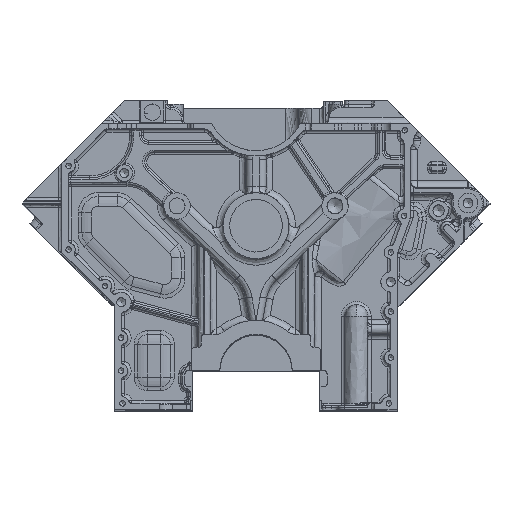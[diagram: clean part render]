
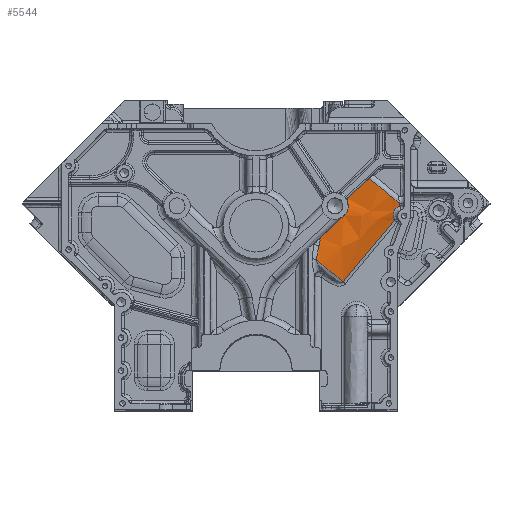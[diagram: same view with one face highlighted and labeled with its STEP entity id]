
A CAD part, top view. The second image highlights one B-rep face of the part: STEP entity #5544.
In plain terms, the highlighted free-form (B-spline) face has degree [2, 1] with [3, 2] control points.
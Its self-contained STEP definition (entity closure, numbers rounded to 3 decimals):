
#4738 = VERTEX_POINT('',#4739);
#4739 = CARTESIAN_POINT('',(252.09,358.703,
    1236.965));
#4790 = VERTEX_POINT('',#4791);
#4791 = CARTESIAN_POINT('',(242.978,333.129,
    1231.514));
#4810 = EDGE_CURVE('',#4738,#4790,#4811,.T.);
#4811 = B_SPLINE_CURVE_WITH_KNOTS('',3,(#4812,#4813,#4814,#4815,#4816,
    #4817,#4818),.UNSPECIFIED.,.F.,.F.,(4,1,1,1,4),(0.,0.819,
    1.228,2.047,2.866),.UNSPECIFIED.);
#4812 = CARTESIAN_POINT('',(252.09,358.703,
    1236.965));
#4813 = CARTESIAN_POINT('',(249.291,357.619,
    1237.692));
#4814 = CARTESIAN_POINT('',(245.334,354.78,
    1238.241));
#4815 = CARTESIAN_POINT('',(241.081,348.05,
    1237.774));
#4816 = CARTESIAN_POINT('',(239.764,340.359,
    1235.914));
#4817 = CARTESIAN_POINT('',(241.633,335.214,
    1233.117));
#4818 = CARTESIAN_POINT('',(242.978,333.129,
    1231.514));
#4993 = VERTEX_POINT('',#4994);
#4994 = CARTESIAN_POINT('',(252.211,362.286,
    1238.017));
#5000 = EDGE_CURVE('',#4993,#4738,#5001,.T.);
#5001 = B_SPLINE_CURVE_WITH_KNOTS('',3,(#5002,#5003,#5004,#5005),
  .UNSPECIFIED.,.F.,.F.,(4,4),(-3.732,-3.399),
  .PIECEWISE_BEZIER_KNOTS.);
#5002 = CARTESIAN_POINT('',(252.211,362.286,
    1238.017));
#5003 = CARTESIAN_POINT('',(252.171,361.088,
    1237.679));
#5004 = CARTESIAN_POINT('',(252.13,359.893,
    1237.328));
#5005 = CARTESIAN_POINT('',(252.09,358.703,
    1236.965));
#5456 = VERTEX_POINT('',#5457);
#5457 = CARTESIAN_POINT('',(152.989,224.827,
    1231.514));
#5463 = EDGE_CURVE('',#4790,#5456,#5464,.T.);
#5464 = B_SPLINE_CURVE_WITH_KNOTS('',1,(#5465,#5466),.UNSPECIFIED.,.F.,
  .F.,(2,2),(-41.203,80.725),.PIECEWISE_BEZIER_KNOTS.);
#5465 = CARTESIAN_POINT('',(242.978,333.129,
    1231.514));
#5466 = CARTESIAN_POINT('',(152.989,224.827,
    1231.514));
#5513 = VERTEX_POINT('',#5514);
#5514 = CARTESIAN_POINT('',(198.427,406.975,
    1236.913));
#5529 = EDGE_CURVE('',#5513,#4993,#5530,.T.);
#5530 = ( BOUNDED_CURVE() B_SPLINE_CURVE(2,(#5531,#5532,#5533),
.UNSPECIFIED.,.F.,.F.) B_SPLINE_CURVE_WITH_KNOTS((3,3),(5.813,
6.708),.PIECEWISE_BEZIER_KNOTS.) CURVE() 
GEOMETRIC_REPRESENTATION_ITEM() RATIONAL_B_SPLINE_CURVE((1.,
0.902,1.)) REPRESENTATION_ITEM('') );
#5531 = CARTESIAN_POINT('',(198.427,406.975,
    1236.913));
#5532 = CARTESIAN_POINT('',(225.115,384.8,
    1254.239));
#5533 = CARTESIAN_POINT('',(252.211,362.286,
    1238.017));
#5544 = ADVANCED_FACE('',(#5545),#5626,.T.);
#5545 = FACE_BOUND('',#5546,.T.);
#5546 = EDGE_LOOP('',(#5547,#5548,#5549,#5557,#5573,#5592,#5600,#5609,
    #5618,#5624,#5625));
#5547 = ORIENTED_EDGE('',*,*,#5000,.F.);
#5548 = ORIENTED_EDGE('',*,*,#5529,.F.);
#5549 = ORIENTED_EDGE('',*,*,#5550,.F.);
#5550 = EDGE_CURVE('',#5551,#5513,#5553,.T.);
#5551 = VERTEX_POINT('',#5552);
#5552 = CARTESIAN_POINT('',(160.605,370.988,
    1233.535));
#5553 = ( BOUNDED_CURVE() B_SPLINE_CURVE(2,(#5554,#5555,#5556),
.UNSPECIFIED.,.F.,.F.) B_SPLINE_CURVE_WITH_KNOTS((3,3),(4.163,
4.249),.PIECEWISE_BEZIER_KNOTS.) CURVE() 
GEOMETRIC_REPRESENTATION_ITEM() RATIONAL_B_SPLINE_CURVE((1.,
0.999,1.)) REPRESENTATION_ITEM('') );
#5554 = CARTESIAN_POINT('',(160.605,370.988,
    1233.535));
#5555 = CARTESIAN_POINT('',(179.064,388.552,
    1235.355));
#5556 = CARTESIAN_POINT('',(198.427,406.975,
    1236.913));
#5557 = ORIENTED_EDGE('',*,*,#5558,.F.);
#5558 = EDGE_CURVE('',#5559,#5551,#5561,.T.);
#5559 = VERTEX_POINT('',#5560);
#5560 = CARTESIAN_POINT('',(159.809,367.113,
    1234.643));
#5561 = B_SPLINE_CURVE_WITH_KNOTS('',3,(#5562,#5563,#5564,#5565,#5566,
    #5567,#5568,#5569,#5570,#5571,#5572),.UNSPECIFIED.,.F.,.F.,(4,2,2,3,
    4),(-0.334,-0.225,-0.113,0.,
    0.035),.UNSPECIFIED.);
#5562 = CARTESIAN_POINT('',(159.809,367.113,
    1234.643));
#5563 = CARTESIAN_POINT('',(159.653,367.477,
    1234.439));
#5564 = CARTESIAN_POINT('',(159.56,367.871,
    1234.25));
#5565 = CARTESIAN_POINT('',(159.51,368.658,
    1233.928));
#5566 = CARTESIAN_POINT('',(159.556,369.103,
    1233.778));
#5567 = CARTESIAN_POINT('',(159.826,369.953,
    1233.574));
#5568 = CARTESIAN_POINT('',(160.051,370.359,
    1233.521));
#5569 = CARTESIAN_POINT('',(160.328,370.693,
    1233.521));
#5570 = CARTESIAN_POINT('',(160.413,370.795,
    1233.521));
#5571 = CARTESIAN_POINT('',(160.506,370.894,
    1233.525));
#5572 = CARTESIAN_POINT('',(160.605,370.988,
    1233.535));
#5573 = ORIENTED_EDGE('',*,*,#5574,.F.);
#5574 = EDGE_CURVE('',#5575,#5559,#5577,.T.);
#5575 = VERTEX_POINT('',#5576);
#5576 = CARTESIAN_POINT('',(154.504,341.273,
    1240.458));
#5577 = B_SPLINE_CURVE_WITH_KNOTS('',3,(#5578,#5579,#5580,#5581,#5582,
    #5583,#5584,#5585,#5586,#5587,#5588,#5589,#5590,#5591),
  .UNSPECIFIED.,.F.,.F.,(4,2,2,2,2,2,4),(4.149,4.376,
    4.847,5.317,5.818,6.319,
    6.543),.UNSPECIFIED.);
#5578 = CARTESIAN_POINT('',(154.504,341.273,
    1240.458));
#5579 = CARTESIAN_POINT('',(155.173,341.909,
    1240.498));
#5580 = CARTESIAN_POINT('',(155.791,342.575,
    1240.516));
#5581 = CARTESIAN_POINT('',(157.506,344.639,
    1240.516));
#5582 = CARTESIAN_POINT('',(158.589,346.298,
    1240.434));
#5583 = CARTESIAN_POINT('',(160.272,349.827,
    1240.073));
#5584 = CARTESIAN_POINT('',(160.872,351.695,
    1239.792));
#5585 = CARTESIAN_POINT('',(161.599,355.296,
    1239.081));
#5586 = CARTESIAN_POINT('',(161.756,357.338,
    1238.58));
#5587 = CARTESIAN_POINT('',(161.529,361.312,
    1237.323));
#5588 = CARTESIAN_POINT('',(161.147,363.245,
    1236.565));
#5589 = CARTESIAN_POINT('',(160.385,365.67,
    1235.415));
#5590 = CARTESIAN_POINT('',(160.114,366.402,
    1235.039));
#5591 = CARTESIAN_POINT('',(159.809,367.113,
    1234.643));
#5592 = ORIENTED_EDGE('',*,*,#5593,.F.);
#5593 = EDGE_CURVE('',#5594,#5575,#5596,.T.);
#5594 = VERTEX_POINT('',#5595);
#5595 = CARTESIAN_POINT('',(113.347,302.114,
    1237.679));
#5596 = ( BOUNDED_CURVE() B_SPLINE_CURVE(2,(#5597,#5598,#5599),
.UNSPECIFIED.,.F.,.F.) B_SPLINE_CURVE_WITH_KNOTS((3,3),(4.271,
4.36),.PIECEWISE_BEZIER_KNOTS.) CURVE() 
GEOMETRIC_REPRESENTATION_ITEM() RATIONAL_B_SPLINE_CURVE((1.,
0.999,1.)) REPRESENTATION_ITEM('') );
#5597 = CARTESIAN_POINT('',(113.347,302.114,
    1237.679));
#5598 = CARTESIAN_POINT('',(133.542,321.328,
    1239.216));
#5599 = CARTESIAN_POINT('',(154.504,341.273,
    1240.458));
#5600 = ORIENTED_EDGE('',*,*,#5601,.F.);
#5601 = EDGE_CURVE('',#5602,#5594,#5604,.T.);
#5602 = VERTEX_POINT('',#5603);
#5603 = CARTESIAN_POINT('',(110.627,288.588,
    1240.429));
#5604 = B_SPLINE_CURVE_WITH_KNOTS('',3,(#5605,#5606,#5607,#5608),
  .UNSPECIFIED.,.F.,.F.,(4,4),(0.,1.256),
  .PIECEWISE_BEZIER_KNOTS.);
#5605 = CARTESIAN_POINT('',(110.627,288.588,
    1240.429));
#5606 = CARTESIAN_POINT('',(111.571,293.121,
    1239.628));
#5607 = CARTESIAN_POINT('',(112.49,297.637,
    1238.719));
#5608 = CARTESIAN_POINT('',(113.347,302.114,
    1237.679));
#5609 = ORIENTED_EDGE('',*,*,#5610,.F.);
#5610 = EDGE_CURVE('',#5611,#5602,#5613,.T.);
#5611 = VERTEX_POINT('',#5612);
#5612 = CARTESIAN_POINT('',(105.527,264.264,
    1243.755));
#5613 = B_SPLINE_CURVE_WITH_KNOTS('',3,(#5614,#5615,#5616,#5617),
  .UNSPECIFIED.,.F.,.F.,(4,4),(0.,2.232),
  .PIECEWISE_BEZIER_KNOTS.);
#5614 = CARTESIAN_POINT('',(105.527,264.264,
    1243.755));
#5615 = CARTESIAN_POINT('',(107.185,272.419,
    1242.941));
#5616 = CARTESIAN_POINT('',(108.951,280.532,
    1241.853));
#5617 = CARTESIAN_POINT('',(110.627,288.588,
    1240.429));
#5618 = ORIENTED_EDGE('',*,*,#5619,.F.);
#5619 = EDGE_CURVE('',#5456,#5611,#5620,.T.);
#5620 = ( BOUNDED_CURVE() B_SPLINE_CURVE(2,(#5621,#5622,#5623),
.UNSPECIFIED.,.F.,.F.) B_SPLINE_CURVE_WITH_KNOTS((3,3),(5.907,
6.706),.PIECEWISE_BEZIER_KNOTS.) CURVE() 
GEOMETRIC_REPRESENTATION_ITEM() RATIONAL_B_SPLINE_CURVE((1.,
0.921,1.)) REPRESENTATION_ITEM('') );
#5621 = CARTESIAN_POINT('',(152.989,224.827,
    1231.514));
#5622 = CARTESIAN_POINT('',(131.246,242.894,
    1250.667));
#5623 = CARTESIAN_POINT('',(105.527,264.264,
    1243.755));
#5624 = ORIENTED_EDGE('',*,*,#5463,.F.);
#5625 = ORIENTED_EDGE('',*,*,#4810,.F.);
#5626 = ( BOUNDED_SURFACE() B_SPLINE_SURFACE(2,1,(
    (#5627,#5628)
    ,(#5629,#5630)
    ,(#5631,#5632
)),.UNSPECIFIED.,.F.,.F.,.F.) B_SPLINE_SURFACE_WITH_KNOTS((3,3),(2,2),(
    0.034,1.179),(-65.731,80.725),
.PIECEWISE_BEZIER_KNOTS.) GEOMETRIC_REPRESENTATION_ITEM() 
RATIONAL_B_SPLINE_SURFACE((
    (1.,1.)
    ,(0.841,0.841)
,(1.,1.))) REPRESENTATION_ITEM('') SURFACE() );
#5627 = CARTESIAN_POINT('',(261.081,354.916,
    1231.514));
#5628 = CARTESIAN_POINT('',(152.989,224.827,
    1231.514));
#5629 = CARTESIAN_POINT('',(227.899,382.488,
    1260.744));
#5630 = CARTESIAN_POINT('',(119.807,252.399,
    1260.744));
#5631 = CARTESIAN_POINT('',(193.722,410.885,
    1233.519));
#5632 = CARTESIAN_POINT('',(85.631,280.796,
    1233.519));
